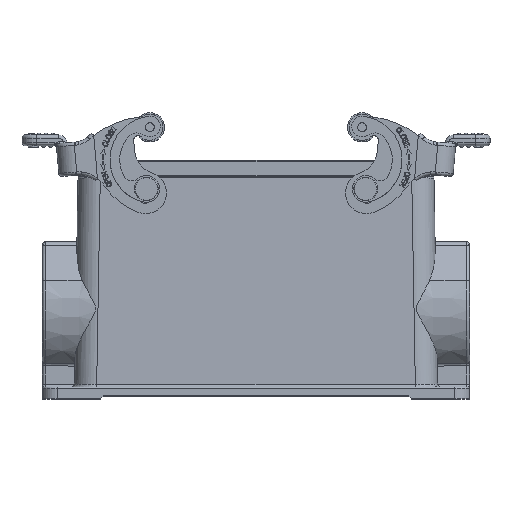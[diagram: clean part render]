
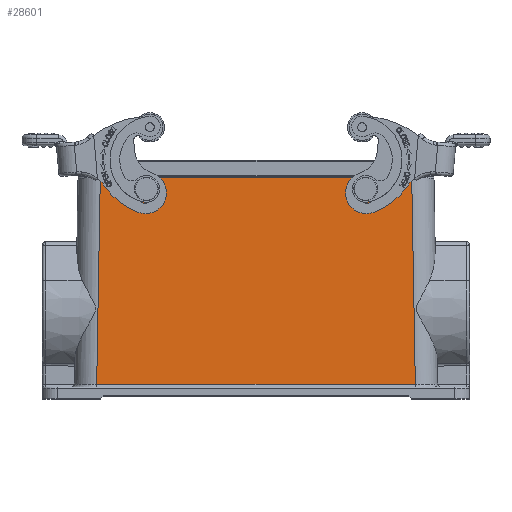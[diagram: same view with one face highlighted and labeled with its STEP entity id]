
A CAD part, top view. The second image highlights one B-rep face of the part: STEP entity #28601.
In plain terms, the highlighted planar face has unit normal (0, 0.018, 1).
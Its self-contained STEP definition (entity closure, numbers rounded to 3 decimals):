
#2356=CARTESIAN_POINT('',(19.277,4.983,-5.278));
#2362=DIRECTION('',(0.017,-1.,0.017));
#2363=VECTOR('',#2362,69.547);
#2364=CARTESIAN_POINT('',(125.51,74.509,-6.491));
#2365=LINE('',#2364,#2363);
#2366=DIRECTION('',(0.017,1.,-0.017));
#2367=VECTOR('',#2366,69.547);
#2368=CARTESIAN_POINT('',(19.277,4.983,-5.278));
#2369=LINE('',#2368,#2367);
#5436=DIRECTION('',(-1.,0.,0.));
#5437=VECTOR('',#5436,105.019);
#5438=CARTESIAN_POINT('',(125.51,74.509,-6.491));
#5439=LINE('',#5438,#5437);
#5541=CARTESIAN_POINT('',(20.49,74.509,-6.491));
#6339=DIRECTION('',(1.,0.,0.));
#6340=VECTOR('',#6339,107.447);
#6341=CARTESIAN_POINT('',(19.277,4.983,-5.278));
#6342=LINE('',#6341,#6340);
#6430=CARTESIAN_POINT('',(38.311,71.002,-6.43));
#6431=CARTESIAN_POINT('',(38.337,70.75,-6.426));
#6432=CARTESIAN_POINT('',(38.31,70.265,-6.417));
#6433=CARTESIAN_POINT('',(38.039,69.564,-6.405));
#6434=CARTESIAN_POINT('',(37.566,68.989,-6.395));
#6435=CARTESIAN_POINT('',(36.93,68.588,-6.388));
#6436=CARTESIAN_POINT('',(36.459,68.467,-6.386));
#6437=CARTESIAN_POINT('',(36.206,68.445,-6.386));
#6439=CARTESIAN_POINT('',(36.206,68.445,-6.386));
#6440=CARTESIAN_POINT('',(35.953,68.422,-6.385));
#6441=CARTESIAN_POINT('',(35.467,68.458,-6.386));
#6442=CARTESIAN_POINT('',(34.769,68.741,-6.391));
#6443=CARTESIAN_POINT('',(34.201,69.226,-6.399));
#6444=CARTESIAN_POINT('',(33.812,69.87,-6.41));
#6445=CARTESIAN_POINT('',(33.7,70.344,-6.419));
#6446=CARTESIAN_POINT('',(33.682,70.597,-6.423));
#6448=CARTESIAN_POINT('',(33.682,70.597,-6.423));
#6449=CARTESIAN_POINT('',(33.665,70.845,-6.428));
#6450=CARTESIAN_POINT('',(33.707,71.321,-6.436));
#6451=CARTESIAN_POINT('',(33.99,72.,-6.448));
#6452=CARTESIAN_POINT('',(34.465,72.554,-6.457));
#6453=CARTESIAN_POINT('',(35.092,72.938,-6.464));
#6454=CARTESIAN_POINT('',(35.554,73.054,-6.466));
#6455=CARTESIAN_POINT('',(35.801,73.075,-6.466));
#6457=CARTESIAN_POINT('',(35.801,73.075,-6.466));
#6458=CARTESIAN_POINT('',(36.048,73.096,-6.467));
#6459=CARTESIAN_POINT('',(36.522,73.062,-6.466));
#6460=CARTESIAN_POINT('',(37.204,72.791,-6.461));
#6461=CARTESIAN_POINT('',(37.766,72.328,-6.453));
#6462=CARTESIAN_POINT('',(38.161,71.709,-6.443));
#6463=CARTESIAN_POINT('',(38.285,71.249,-6.435));
#6464=CARTESIAN_POINT('',(38.311,71.002,-6.43));
#7168=CARTESIAN_POINT('',(112.318,70.597,-6.423));
#7169=CARTESIAN_POINT('',(112.3,70.344,-6.419));
#7170=CARTESIAN_POINT('',(112.188,69.87,-6.41));
#7171=CARTESIAN_POINT('',(111.799,69.226,-6.399));
#7172=CARTESIAN_POINT('',(111.231,68.742,-6.391));
#7173=CARTESIAN_POINT('',(110.533,68.458,-6.386));
#7174=CARTESIAN_POINT('',(110.047,68.422,-6.385));
#7175=CARTESIAN_POINT('',(109.794,68.445,-6.386));
#7177=CARTESIAN_POINT('',(109.794,68.445,-6.386));
#7178=CARTESIAN_POINT('',(109.541,68.467,-6.386));
#7179=CARTESIAN_POINT('',(109.07,68.588,-6.388));
#7180=CARTESIAN_POINT('',(108.434,68.989,-6.395));
#7181=CARTESIAN_POINT('',(107.961,69.565,-6.405));
#7182=CARTESIAN_POINT('',(107.69,70.265,-6.417));
#7183=CARTESIAN_POINT('',(107.663,70.75,-6.426));
#7184=CARTESIAN_POINT('',(107.689,71.002,-6.43));
#7186=CARTESIAN_POINT('',(107.689,71.002,-6.43));
#7187=CARTESIAN_POINT('',(107.715,71.249,-6.435));
#7188=CARTESIAN_POINT('',(107.839,71.709,-6.443));
#7189=CARTESIAN_POINT('',(108.234,72.328,-6.453));
#7190=CARTESIAN_POINT('',(108.796,72.791,-6.461));
#7191=CARTESIAN_POINT('',(109.478,73.062,-6.466));
#7192=CARTESIAN_POINT('',(109.952,73.096,-6.467));
#7193=CARTESIAN_POINT('',(110.199,73.075,-6.466));
#7195=CARTESIAN_POINT('',(110.199,73.075,-6.466));
#7196=CARTESIAN_POINT('',(110.446,73.054,-6.466));
#7197=CARTESIAN_POINT('',(110.908,72.938,-6.464));
#7198=CARTESIAN_POINT('',(111.535,72.554,-6.457));
#7199=CARTESIAN_POINT('',(112.01,72.,-6.448));
#7200=CARTESIAN_POINT('',(112.293,71.321,-6.436));
#7201=CARTESIAN_POINT('',(112.335,70.845,-6.428));
#7202=CARTESIAN_POINT('',(112.318,70.597,-6.423));
#20942=VERTEX_POINT('',#2356);
#20947=VERTEX_POINT('',#5541);
#20948=CARTESIAN_POINT('',(125.51,74.509,
-6.491));
#20949=CARTESIAN_POINT('',(126.723,4.983,
-5.278));
#20950=VERTEX_POINT('',#20948);
#20951=VERTEX_POINT('',#20949);
#21797=VERTEX_POINT('',#6439);
#21798=VERTEX_POINT('',#6446);
#21799=VERTEX_POINT('',#6430);
#21806=VERTEX_POINT('',#6455);
#21967=VERTEX_POINT('',#7177);
#21968=VERTEX_POINT('',#7184);
#21969=VERTEX_POINT('',#7168);
#21976=VERTEX_POINT('',#7193);
#28567=CARTESIAN_POINT('',(73.,39.746,
-5.885));
#28568=DIRECTION('',(0.,0.017,1.));
#28569=DIRECTION('',(0.,-1.,0.017));
#28570=AXIS2_PLACEMENT_3D('',#28567,#28568,#28569);
#28571=PLANE('',#28570);
#28573=ORIENTED_EDGE('',*,*,#28572,.T.);
#28575=ORIENTED_EDGE('',*,*,#28574,.F.);
#28576=ORIENTED_EDGE('',*,*,#28549,.T.);
#28578=ORIENTED_EDGE('',*,*,#28577,.F.);
#28579=EDGE_LOOP('',(#28573,#28575,#28576,#28578));
#28580=FACE_OUTER_BOUND('',#28579,.F.);
#28582=ORIENTED_EDGE('',*,*,#28581,.F.);
#28584=ORIENTED_EDGE('',*,*,#28583,.F.);
#28586=ORIENTED_EDGE('',*,*,#28585,.F.);
#28588=ORIENTED_EDGE('',*,*,#28587,.F.);
#28589=EDGE_LOOP('',(#28582,#28584,#28586,#28588));
#28590=FACE_BOUND('',#28589,.F.);
#28592=ORIENTED_EDGE('',*,*,#28591,.F.);
#28594=ORIENTED_EDGE('',*,*,#28593,.F.);
#28596=ORIENTED_EDGE('',*,*,#28595,.F.);
#28598=ORIENTED_EDGE('',*,*,#28597,.F.);
#28599=EDGE_LOOP('',(#28592,#28594,#28596,#28598));
#28600=FACE_BOUND('',#28599,.F.);
#6438=B_SPLINE_CURVE_WITH_KNOTS('',3,(#6430,#6431,#6432,#6433,#6434,#6435,#6436,
#6437),.UNSPECIFIED.,.F.,.F.,(4,1,1,1,1,4),(0.,0.2,0.4,0.6,0.8,1.),
.UNSPECIFIED.);
#6447=B_SPLINE_CURVE_WITH_KNOTS('',3,(#6439,#6440,#6441,#6442,#6443,#6444,#6445,
#6446),.UNSPECIFIED.,.F.,.F.,(4,1,1,1,1,4),(0.,0.2,0.4,0.6,0.8,1.),
.UNSPECIFIED.);
#6456=B_SPLINE_CURVE_WITH_KNOTS('',3,(#6448,#6449,#6450,#6451,#6452,#6453,#6454,
#6455),.UNSPECIFIED.,.F.,.F.,(4,1,1,1,1,4),(0.,0.2,0.4,0.6,0.8,1.),
.UNSPECIFIED.);
#6465=B_SPLINE_CURVE_WITH_KNOTS('',3,(#6457,#6458,#6459,#6460,#6461,#6462,#6463,
#6464),.UNSPECIFIED.,.F.,.F.,(4,1,1,1,1,4),(0.,0.2,0.4,0.6,0.8,1.),
.UNSPECIFIED.);
#7176=B_SPLINE_CURVE_WITH_KNOTS('',3,(#7168,#7169,#7170,#7171,#7172,#7173,#7174,
#7175),.UNSPECIFIED.,.F.,.F.,(4,1,1,1,1,4),(0.,0.2,0.4,0.6,0.8,1.),
.UNSPECIFIED.);
#7185=B_SPLINE_CURVE_WITH_KNOTS('',3,(#7177,#7178,#7179,#7180,#7181,#7182,#7183,
#7184),.UNSPECIFIED.,.F.,.F.,(4,1,1,1,1,4),(0.,0.2,0.4,0.6,0.8,1.),
.UNSPECIFIED.);
#7194=B_SPLINE_CURVE_WITH_KNOTS('',3,(#7186,#7187,#7188,#7189,#7190,#7191,#7192,
#7193),.UNSPECIFIED.,.F.,.F.,(4,1,1,1,1,4),(0.,0.2,0.4,0.6,0.8,1.),
.UNSPECIFIED.);
#7203=B_SPLINE_CURVE_WITH_KNOTS('',3,(#7195,#7196,#7197,#7198,#7199,#7200,#7201,
#7202),.UNSPECIFIED.,.F.,.F.,(4,1,1,1,1,4),(0.,0.2,0.4,0.6,0.8,1.),
.UNSPECIFIED.);
#28549=EDGE_CURVE('',#20942,#20947,#2369,.T.);
#28572=EDGE_CURVE('',#20950,#20951,#2365,.T.);
#28574=EDGE_CURVE('',#20942,#20951,#6342,.T.);
#28577=EDGE_CURVE('',#20950,#20947,#5439,.T.);
#28581=EDGE_CURVE('',#21797,#21798,#6447,.T.);
#28583=EDGE_CURVE('',#21799,#21797,#6438,.T.);
#28585=EDGE_CURVE('',#21806,#21799,#6465,.T.);
#28587=EDGE_CURVE('',#21798,#21806,#6456,.T.);
#28591=EDGE_CURVE('',#21967,#21968,#7185,.T.);
#28593=EDGE_CURVE('',#21969,#21967,#7176,.T.);
#28595=EDGE_CURVE('',#21976,#21969,#7203,.T.);
#28597=EDGE_CURVE('',#21968,#21976,#7194,.T.);
#28601=ADVANCED_FACE('',(#28580,#28590,#28600),#28571,.T.);
